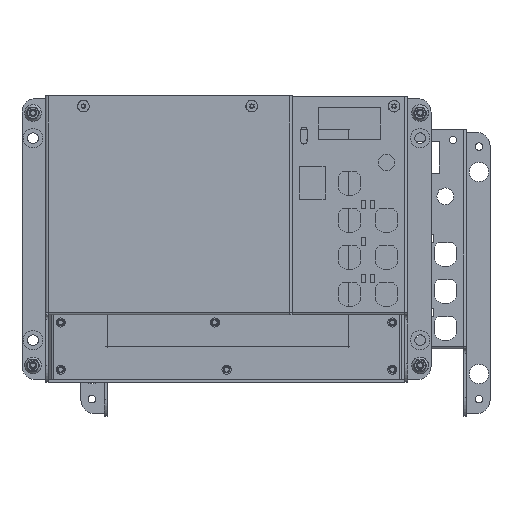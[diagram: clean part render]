
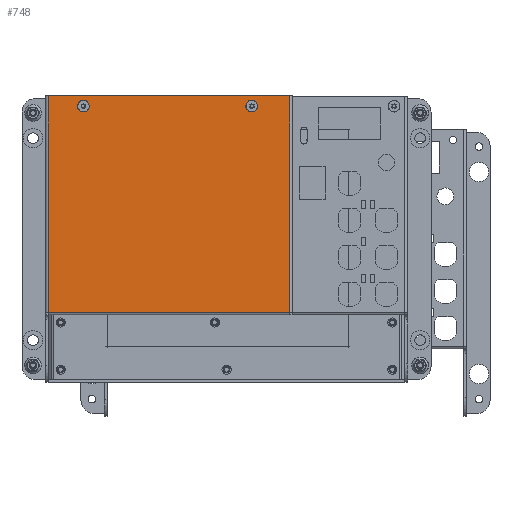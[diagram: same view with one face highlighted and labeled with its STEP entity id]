
A CAD part, top view. The second image highlights one B-rep face of the part: STEP entity #748.
In plain terms, the highlighted planar face has unit normal (0, 0, 1).
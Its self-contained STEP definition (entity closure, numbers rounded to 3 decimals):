
#748 = ADVANCED_FACE( '', ( #1393, #1394, #1395 ), #1396, .T. );
#1393 = FACE_BOUND( '', #2255, .T. );
#1394 = FACE_BOUND( '', #2256, .T. );
#1395 = FACE_OUTER_BOUND( '', #2257, .T. );
#1396 = PLANE( '', #2258 );
#2255 = EDGE_LOOP( '', ( #4630 ) );
#2256 = EDGE_LOOP( '', ( #4631 ) );
#2257 = EDGE_LOOP( '', ( #4632, #4633, #4634, #4635 ) );
#2258 = AXIS2_PLACEMENT_3D( '', #4636, #4637, #4638 );
#4630 = ORIENTED_EDGE( '', *, *, #6209, .T. );
#4631 = ORIENTED_EDGE( '', *, *, #6385, .T. );
#4632 = ORIENTED_EDGE( '', *, *, #6383, .T. );
#4633 = ORIENTED_EDGE( '', *, *, #6169, .T. );
#4634 = ORIENTED_EDGE( '', *, *, #6386, .T. );
#4635 = ORIENTED_EDGE( '', *, *, #6089, .T. );
#4636 = CARTESIAN_POINT( '', ( -72.5, -65., 1.5 ) );
#4637 = DIRECTION( '', ( 0., 0., 1. ) );
#4638 = DIRECTION( '', ( 1., 0., 0. ) );
#6089 = EDGE_CURVE( '', #7182, #7180, #7183, .T. );
#6169 = EDGE_CURVE( '', #7321, #7322, #7323, .T. );
#6209 = EDGE_CURVE( '', #7384, #7384, #7385, .T. );
#6383 = EDGE_CURVE( '', #7180, #7321, #7690, .T. );
#6385 = EDGE_CURVE( '', #7692, #7692, #7693, .T. );
#6386 = EDGE_CURVE( '', #7322, #7182, #7694, .T. );
#7180 = VERTEX_POINT( '', #8785 );
#7182 = VERTEX_POINT( '', #8787 );
#7183 = LINE( '', #8788, #8789 );
#7321 = VERTEX_POINT( '', #8977 );
#7322 = VERTEX_POINT( '', #8978 );
#7323 = LINE( '', #8979, #8980 );
#7384 = VERTEX_POINT( '', #9074 );
#7385 = CIRCLE( '', #9075, 2.25 );
#7690 = LINE( '', #9488, #9489 );
#7692 = VERTEX_POINT( '', #9492 );
#7693 = CIRCLE( '', #9493, 2.25 );
#7694 = LINE( '', #9494, #9495 );
#8785 = CARTESIAN_POINT( '', ( -70.998, 65., 1.5 ) );
#8787 = CARTESIAN_POINT( '', ( 72.498, 65., 1.5 ) );
#8788 = CARTESIAN_POINT( '', ( 72.5, 65., 1.5 ) );
#8789 = VECTOR( '', #10907, 1000. );
#8977 = CARTESIAN_POINT( '', ( -70.998, -63.498, 1.5 ) );
#8978 = CARTESIAN_POINT( '', ( 72.498, -63.498, 1.5 ) );
#8979 = CARTESIAN_POINT( '', ( -70.998, -63.498, 1.5 ) );
#8980 = VECTOR( '', #11045, 1000. );
#9074 = CARTESIAN_POINT( '', ( -50., 56.75, 1.5 ) );
#9075 = AXIS2_PLACEMENT_3D( '', #11097, #11098, #11099 );
#9488 = CARTESIAN_POINT( '', ( -70.998, 65., 1.5 ) );
#9489 = VECTOR( '', #11403, 1000. );
#9492 = CARTESIAN_POINT( '', ( 50., 56.75, 1.5 ) );
#9493 = AXIS2_PLACEMENT_3D( '', #11405, #11406, #11407 );
#9494 = CARTESIAN_POINT( '', ( 72.498, -65., 1.5 ) );
#9495 = VECTOR( '', #11408, 1000. );
#10907 = DIRECTION( '', ( -1., 0., 0. ) );
#11045 = DIRECTION( '', ( 1., 0., 0. ) );
#11097 = CARTESIAN_POINT( '', ( -50., 59., 1.5 ) );
#11098 = DIRECTION( '', ( 0., 0., -1. ) );
#11099 = DIRECTION( '', ( 0., -1., 0. ) );
#11403 = DIRECTION( '', ( 0., -1., 0. ) );
#11405 = CARTESIAN_POINT( '', ( 50., 59., 1.5 ) );
#11406 = DIRECTION( '', ( 0., 0., -1. ) );
#11407 = DIRECTION( '', ( 0., -1., 0. ) );
#11408 = DIRECTION( '', ( 0., 1., 0. ) );
